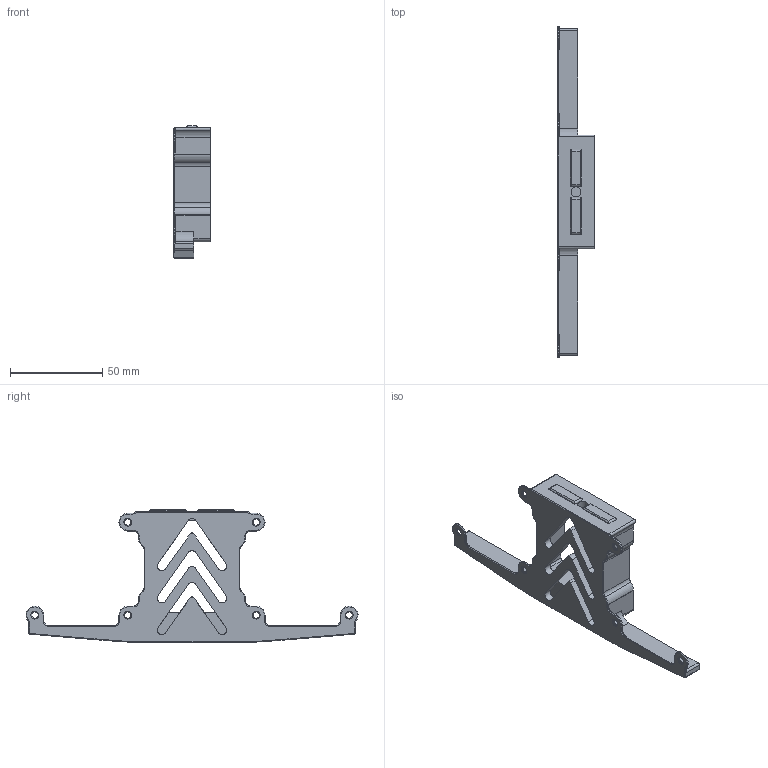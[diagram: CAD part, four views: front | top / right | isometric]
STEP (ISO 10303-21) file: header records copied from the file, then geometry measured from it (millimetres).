
FILE_DESCRIPTION(/* description */ (''),/* implementation_level */ '2;1');
FILE_NAME(/* name */ 'Middle Fan Support.step',/* time_stamp */ '2022-07-17T23:34:59-06:00',/* author */ (''),/* organization */ (''),/* preprocessor_version */ 'ST-DEVELOPER v19',/* originating_system */ 'Autodesk Translation Framework v11.7.0.108',/* authorisation */ '');
FILE_SCHEMA (('AUTOMOTIVE_DESIGN { 1 0 10303 214 3 1 1 }'));
Length unit declared in the file: millimetre
Products named in the file (1): Middle Fan Support
Bounding box: 20 x 180.01 x 72 mm (x, y, z)
Volume: 39541.7 mm3; surface area: 21578.2 mm2
Topology: 1 solids, 1 shells, 226 faces, 599 edges, 377 vertices
Faces by surface type: plane 106, cylinder 80, cone 38, bspline 2
Full cylindrical faces by diameter (mm): 3.5 x6, 4.7 x1, 5.4 x1
Entity records: 7142 total; most frequent: CARTESIAN_POINT 1298, DIRECTION 1257, ORIENTED_EDGE 1198, EDGE_CURVE 599, AXIS2_PLACEMENT_3D 435, LINE 387, VECTOR 387, VERTEX_POINT 377
